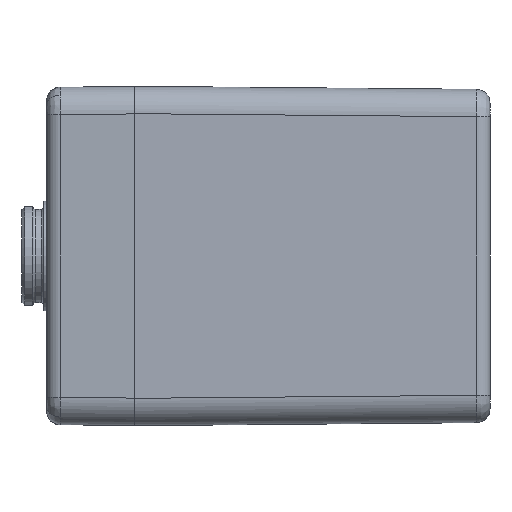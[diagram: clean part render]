
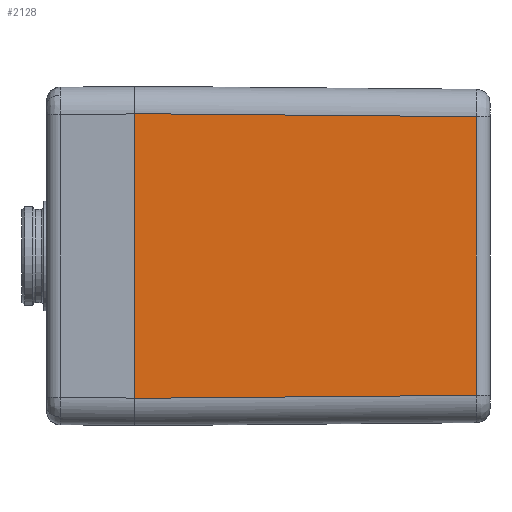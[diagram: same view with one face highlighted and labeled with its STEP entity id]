
A CAD part, left-side view. The second image highlights one B-rep face of the part: STEP entity #2128.
In plain terms, the highlighted planar face has unit normal (-1, -0.009, 0).
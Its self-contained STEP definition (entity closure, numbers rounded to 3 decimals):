
#2128 = ADVANCED_FACE ( 'NONE', ( #30303 ), #6232, .T. ) ;
#2315 = DIRECTION ( 'NONE',  ( 0., 0., 1. ) ) ;
#2829 = LINE ( 'NONE', #32341, #18488 ) ;
#3540 = DIRECTION ( 'NONE',  ( 0.009, -1., -0.009 ) ) ;
#4518 = CARTESIAN_POINT ( 'NONE',  ( -57., 32.5, -26. ) ) ;
#6232 = PLANE ( 'NONE',  #29709 ) ;
#6457 = CARTESIAN_POINT ( 'NONE',  ( -57., 32.5, 26. ) ) ;
#6492 = DIRECTION ( 'NONE',  ( 0., 0., 1. ) ) ;
#6494 = EDGE_CURVE ( 'NONE', #24923, #26526, #16779, .T. ) ;
#7615 = EDGE_CURVE ( 'NONE', #24923, #26247, #2829, .T. ) ;
#8245 = VECTOR ( 'NONE', #3540, 1000. ) ;
#9164 = LINE ( 'NONE', #24810, #8245 ) ;
#9210 = DIRECTION ( 'NONE',  ( -0.009, 1., 0. ) ) ;
#10719 = VECTOR ( 'NONE', #29830, 1000. ) ;
#11045 = CARTESIAN_POINT ( 'NONE',  ( -56.454, -30.022, 25.455 ) ) ;
#11573 = CARTESIAN_POINT ( 'NONE',  ( -56.454, -30.022, 31. ) ) ;
#13768 = ORIENTED_EDGE ( 'NONE', *, *, #7615, .F. ) ;
#16779 = LINE ( 'NONE', #24529, #10719 ) ;
#17132 = EDGE_CURVE ( 'NONE', #26247, #17398, #9164, .T. ) ;
#17398 = VERTEX_POINT ( 'NONE', #11045 ) ;
#18488 = VECTOR ( 'NONE', #2315, 1000. ) ;
#19287 = EDGE_LOOP ( 'NONE', ( #34192, #13768, #34019, #31407 ) ) ;
#22197 = DIRECTION ( 'NONE',  ( -1., -0.009, 0. ) ) ;
#22888 = VECTOR ( 'NONE', #6492, 1000. ) ;
#24529 = CARTESIAN_POINT ( 'NONE',  ( -57., 32.5, -26. ) ) ;
#24810 = CARTESIAN_POINT ( 'NONE',  ( -57., 32.544, 26.001 ) ) ;
#24855 = CARTESIAN_POINT ( 'NONE',  ( -57., 32.5, 31. ) ) ;
#24923 = VERTEX_POINT ( 'NONE', #4518 ) ;
#26247 = VERTEX_POINT ( 'NONE', #6457 ) ;
#26526 = VERTEX_POINT ( 'NONE', #31350 ) ;
#27927 = LINE ( 'NONE', #11573, #22888 ) ;
#29709 = AXIS2_PLACEMENT_3D ( 'NONE', #24855, #22197, #9210 ) ;
#29830 = DIRECTION ( 'NONE',  ( 0.009, -1., 0.009 ) ) ;
#30093 = EDGE_CURVE ( 'NONE', #26526, #17398, #27927, .T. ) ;
#30303 = FACE_OUTER_BOUND ( 'NONE', #19287, .T. ) ;
#31350 = CARTESIAN_POINT ( 'NONE',  ( -56.454, -30.022, -25.455 ) ) ;
#31407 = ORIENTED_EDGE ( 'NONE', *, *, #30093, .T. ) ;
#32341 = CARTESIAN_POINT ( 'NONE',  ( -57., 32.5, 31. ) ) ;
#34019 = ORIENTED_EDGE ( 'NONE', *, *, #6494, .T. ) ;
#34192 = ORIENTED_EDGE ( 'NONE', *, *, #17132, .F. ) ;
